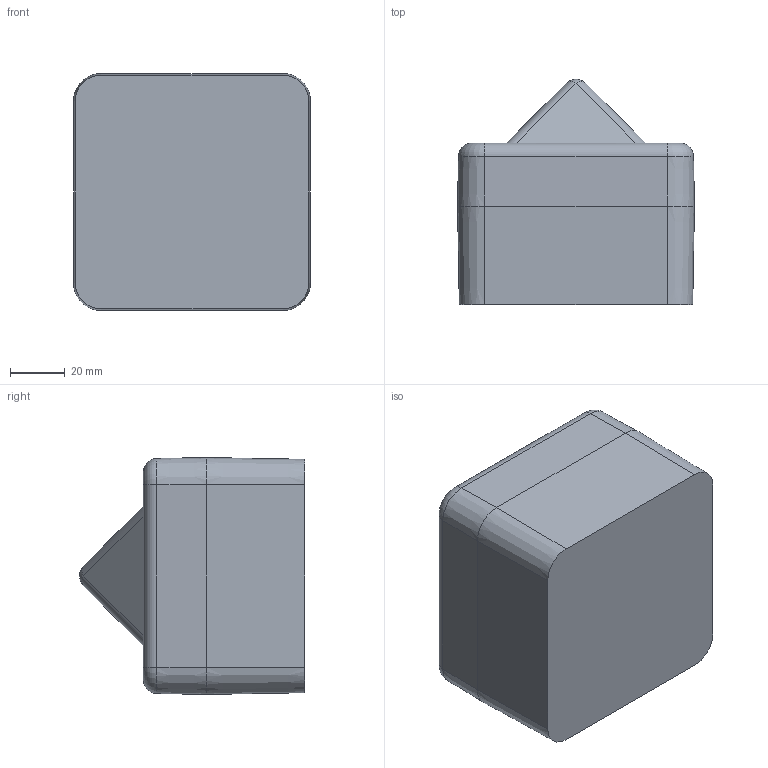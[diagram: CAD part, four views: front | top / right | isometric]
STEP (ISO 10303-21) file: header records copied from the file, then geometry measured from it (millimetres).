
FILE_DESCRIPTION (( 'STEP AP214' ), '1' );
FILE_NAME ('SK0263-Standard-3D_Issue_A.STEP', '2017-05-25T11:34:00', ( '' ), ( '' ), 'SwSTEP 2.0', 'SolidWorks 2017', '' );
FILE_SCHEMA (( 'AUTOMOTIVE_DESIGN' ));
Length unit declared in the file: millimetre
Products named in the file (5): L101 Lens; L101 BackBox Outline; Fibre washer; SCSSPL6x35; SK0263-Standard-3D_Issue_A
Assembly tree (6 placements, depth 2):
  SK0263-Standard-3D_Issue_A
    SCSSPL6x35  x2
    Fibre washer  x2
    L101 BackBox Outline
    L101 Lens
Bounding box: 86.4 x 82.13 x 86.4 mm (x, y, z)
Volume: 95670.8 mm3; surface area: 67466.9 mm2
Topology: 6 solids, 6 shells, 274 faces, 708 edges, 440 vertices
Faces by surface type: cylinder 130, plane 76, cone 34, bspline 24, torus 8, sphere 2
Entity records: 13629 total; most frequent: CARTESIAN_POINT 9165, ORIENTED_EDGE 942, DIRECTION 826, EDGE_CURVE 471, AXIS2_PLACEMENT_3D 308, VERTEX_POINT 297, VECTOR 210, LINE 210
